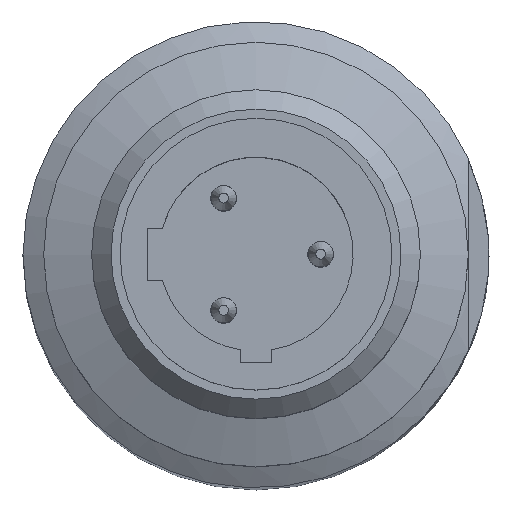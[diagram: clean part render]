
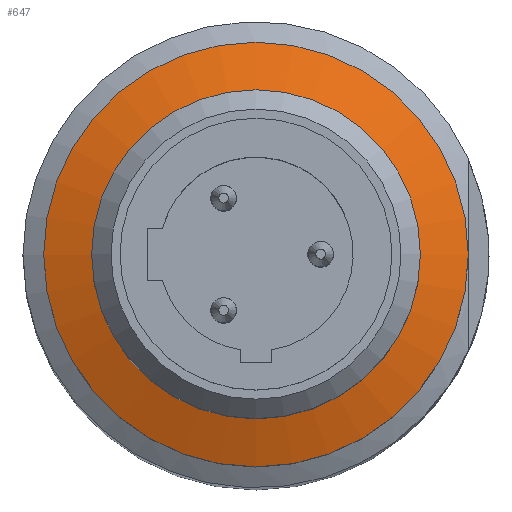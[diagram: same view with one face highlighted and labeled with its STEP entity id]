
A CAD part, top view. The second image highlights one B-rep face of the part: STEP entity #647.
In plain terms, the highlighted conical face has half-angle 70 degrees and reference radius 6.325 mm.
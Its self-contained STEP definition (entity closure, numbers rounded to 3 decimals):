
#78=CONICAL_SURFACE('',#1075,6.325,1.222);
#214=ORIENTED_EDGE('',*,*,#299,.T.);
#215=ORIENTED_EDGE('',*,*,#296,.F.);
#296=EDGE_CURVE('',#354,#354,#398,.T.);
#299=EDGE_CURVE('',#357,#357,#401,.T.);
#354=VERTEX_POINT('',#1454);
#357=VERTEX_POINT('',#1462);
#398=CIRCLE('',#1066,8.2);
#401=CIRCLE('',#1071,6.325);
#474=EDGE_LOOP('',(#214));
#475=EDGE_LOOP('',(#215));
#563=FACE_BOUND('',#474,.T.);
#564=FACE_BOUND('',#475,.T.);
#647=ADVANCED_FACE('',(#563,#564),#78,.T.);
#1066=AXIS2_PLACEMENT_3D('',#1453,#1244,#1245);
#1071=AXIS2_PLACEMENT_3D('',#1461,#1254,#1255);
#1075=AXIS2_PLACEMENT_3D('',#1467,#1262,#1263);
#1244=DIRECTION('',(0.,0.,-1.));
#1245=DIRECTION('',(-1.,0.,0.));
#1254=DIRECTION('',(0.,0.,-1.));
#1255=DIRECTION('',(-1.,0.,0.));
#1262=DIRECTION('',(0.,0.,-1.));
#1263=DIRECTION('',(-1.,0.,0.));
#1453=CARTESIAN_POINT('',(0.,0.,54.318));
#1454=CARTESIAN_POINT('',(-8.2,0.,54.318));
#1461=CARTESIAN_POINT('',(0.,0.,55.));
#1462=CARTESIAN_POINT('',(-6.325,0.,55.));
#1467=CARTESIAN_POINT('',(0.,0.,55.));
